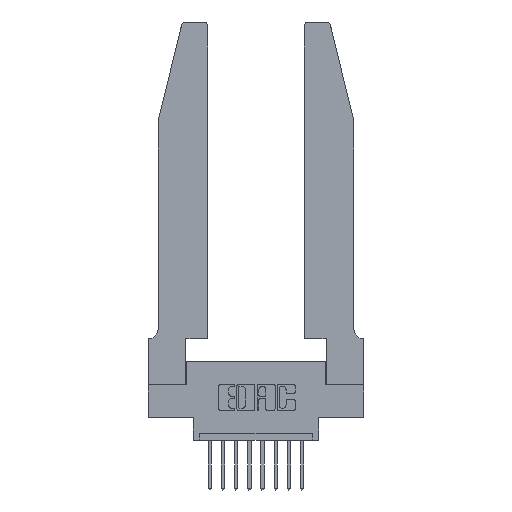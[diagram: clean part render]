
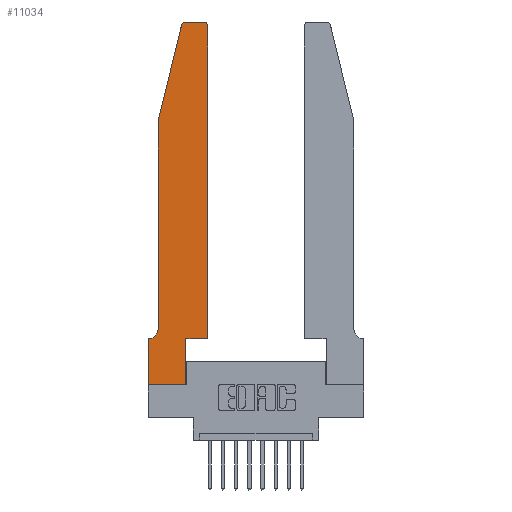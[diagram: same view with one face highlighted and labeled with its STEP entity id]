
A CAD part, top view. The second image highlights one B-rep face of the part: STEP entity #11034.
In plain terms, the highlighted planar face has unit normal (0, 0, 1).
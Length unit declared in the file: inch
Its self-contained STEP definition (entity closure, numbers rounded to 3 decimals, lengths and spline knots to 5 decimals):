
#695 = LINE ( 'NONE', #13649, #13297 ) ;
#1113 = CARTESIAN_POINT ( 'NONE',  ( 0.284, 2.72, 0.37 ) ) ;
#1247 = LINE ( 'NONE', #5788, #13670 ) ;
#1460 = DIRECTION ( 'NONE',  ( 1., 0., 0. ) ) ;
#1498 = ORIENTED_EDGE ( 'NONE', *, *, #6394, .T. ) ;
#1632 = CARTESIAN_POINT ( 'NONE',  ( 0., 0., 0.37 ) ) ;
#1654 = CIRCLE ( 'NONE', #11142, 0.03 ) ;
#1673 = VECTOR ( 'NONE', #6220, 39.37008 ) ;
#1836 = ORIENTED_EDGE ( 'NONE', *, *, #15165, .T. ) ;
#1866 = VERTEX_POINT ( 'NONE', #13703 ) ;
#2101 = EDGE_CURVE ( 'NONE', #2470, #4537, #1247, .T. ) ;
#2164 = CARTESIAN_POINT ( 'NONE',  ( 0.0755, 0.42, 0.37 ) ) ;
#2470 = VERTEX_POINT ( 'NONE', #5798 ) ;
#2510 = EDGE_CURVE ( 'NONE', #10630, #14699, #13662, .T. ) ;
#2712 = DIRECTION ( 'NONE',  ( 0., 1., 0. ) ) ;
#2801 = LINE ( 'NONE', #10879, #14813 ) ;
#2955 = CARTESIAN_POINT ( 'NONE',  ( 0.0755, 2., 0.37 ) ) ;
#3017 = CARTESIAN_POINT ( 'NONE',  ( 0.25487, 2.72718, 0.37 ) ) ;
#3140 = DIRECTION ( 'NONE',  ( 1., 0., 0. ) ) ;
#3257 = LINE ( 'NONE', #2955, #3991 ) ;
#3857 = CARTESIAN_POINT ( 'NONE',  ( 0.4205, 2.75, 0.37 ) ) ;
#3923 = VERTEX_POINT ( 'NONE', #3017 ) ;
#3991 = VECTOR ( 'NONE', #7854, 39.37008 ) ;
#4003 = VECTOR ( 'NONE', #13802, 39.37008 ) ;
#4117 = DIRECTION ( 'NONE',  ( -1., 0., 0. ) ) ;
#4128 = EDGE_CURVE ( 'NONE', #14699, #9676, #12849, .T. ) ;
#4270 = EDGE_CURVE ( 'NONE', #1866, #5109, #7182, .T. ) ;
#4501 = EDGE_CURVE ( 'NONE', #3923, #1866, #3257, .T. ) ;
#4537 = VERTEX_POINT ( 'NONE', #5256 ) ;
#4600 = CIRCLE ( 'NONE', #6342, 0.07 ) ;
#5058 = CARTESIAN_POINT ( 'NONE',  ( 0.284, 2.75, 0.37 ) ) ;
#5109 = VERTEX_POINT ( 'NONE', #2164 ) ;
#5117 = ORIENTED_EDGE ( 'NONE', *, *, #4128, .T. ) ;
#5256 = CARTESIAN_POINT ( 'NONE',  ( 0., 0.35, 0.37 ) ) ;
#5690 = CARTESIAN_POINT ( 'NONE',  ( 0.4505, 2.72, 0.37 ) ) ;
#5788 = CARTESIAN_POINT ( 'NONE',  ( 0.0755, 0.35, 0.37 ) ) ;
#5798 = CARTESIAN_POINT ( 'NONE',  ( 0.0055, 0.35, 0.37 ) ) ;
#6022 = DIRECTION ( 'NONE',  ( 1., 0., 0. ) ) ;
#6192 = EDGE_CURVE ( 'NONE', #9359, #7402, #13390, .T. ) ;
#6220 = DIRECTION ( 'NONE',  ( 1., 0., 0. ) ) ;
#6272 = CARTESIAN_POINT ( 'NONE',  ( 0.4505, 0.35, 0.37 ) ) ;
#6342 = AXIS2_PLACEMENT_3D ( 'NONE', #7131, #7811, #9552 ) ;
#6374 = DIRECTION ( 'NONE',  ( 0., 0., 1. ) ) ;
#6394 = EDGE_CURVE ( 'NONE', #5109, #2470, #4600, .T. ) ;
#6738 = CARTESIAN_POINT ( 'NONE',  ( 0., 0.35, 0.37 ) ) ;
#6774 = LINE ( 'NONE', #1632, #8645 ) ;
#6861 = CARTESIAN_POINT ( 'NONE',  ( 0.2865, 0.35, 0.37 ) ) ;
#7131 = CARTESIAN_POINT ( 'NONE',  ( 0.0055, 0.42, 0.37 ) ) ;
#7151 = ORIENTED_EDGE ( 'NONE', *, *, #6192, .T. ) ;
#7182 = LINE ( 'NONE', #12496, #4003 ) ;
#7402 = VERTEX_POINT ( 'NONE', #6861 ) ;
#7543 = VERTEX_POINT ( 'NONE', #5058 ) ;
#7811 = DIRECTION ( 'NONE',  ( 0., 0., -1. ) ) ;
#7854 = DIRECTION ( 'NONE',  ( -0.239, -0.971, 0. ) ) ;
#8217 = ORIENTED_EDGE ( 'NONE', *, *, #4270, .T. ) ;
#8392 = VERTEX_POINT ( 'NONE', #12976 ) ;
#8645 = VECTOR ( 'NONE', #14664, 39.37008 ) ;
#8678 = ORIENTED_EDGE ( 'NONE', *, *, #4501, .T. ) ;
#8937 = ORIENTED_EDGE ( 'NONE', *, *, #14297, .T. ) ;
#8984 = ORIENTED_EDGE ( 'NONE', *, *, #11858, .T. ) ;
#9359 = VERTEX_POINT ( 'NONE', #14844 ) ;
#9552 = DIRECTION ( 'NONE',  ( -1., 0., 0. ) ) ;
#9676 = VERTEX_POINT ( 'NONE', #3857 ) ;
#9705 = EDGE_CURVE ( 'NONE', #4537, #8392, #6774, .T. ) ;
#10193 = ORIENTED_EDGE ( 'NONE', *, *, #2101, .T. ) ;
#10618 = EDGE_LOOP ( 'NONE', ( #1836, #8984, #8678, #8217, #1498, #10193, #14041, #14603, #7151, #8937, #11770, #5117 ) ) ;
#10619 = AXIS2_PLACEMENT_3D ( 'NONE', #6738, #12897, #3140 ) ;
#10630 = VERTEX_POINT ( 'NONE', #13608 ) ;
#10879 = CARTESIAN_POINT ( 'NONE',  ( 0., 0., 0.37 ) ) ;
#11034 = ADVANCED_FACE ( 'NONE', ( #12214 ), #13958, .T. ) ;
#11142 = AXIS2_PLACEMENT_3D ( 'NONE', #1113, #15036, #12038 ) ;
#11421 = DIRECTION ( 'NONE',  ( 0., 1., 0. ) ) ;
#11455 = LINE ( 'NONE', #6272, #1673 ) ;
#11770 = ORIENTED_EDGE ( 'NONE', *, *, #2510, .T. ) ;
#11858 = EDGE_CURVE ( 'NONE', #7543, #3923, #1654, .T. ) ;
#11948 = EDGE_CURVE ( 'NONE', #8392, #9359, #2801, .T. ) ;
#12038 = DIRECTION ( 'NONE',  ( 1., 0., 0. ) ) ;
#12214 = FACE_OUTER_BOUND ( 'NONE', #10618, .T. ) ;
#12236 = CARTESIAN_POINT ( 'NONE',  ( 0.4205, 2.72, 0.37 ) ) ;
#12496 = CARTESIAN_POINT ( 'NONE',  ( 0.0755, 2., 0.37 ) ) ;
#12586 = CARTESIAN_POINT ( 'NONE',  ( 0.2865, 0.35, 0.37 ) ) ;
#12849 = CIRCLE ( 'NONE', #13502, 0.03 ) ;
#12890 = VECTOR ( 'NONE', #2712, 39.37008 ) ;
#12897 = DIRECTION ( 'NONE',  ( 0., 0., 1. ) ) ;
#12976 = CARTESIAN_POINT ( 'NONE',  ( 0., 0., 0.37 ) ) ;
#13297 = VECTOR ( 'NONE', #4117, 39.37008 ) ;
#13390 = LINE ( 'NONE', #12586, #14296 ) ;
#13502 = AXIS2_PLACEMENT_3D ( 'NONE', #12236, #6374, #1460 ) ;
#13608 = CARTESIAN_POINT ( 'NONE',  ( 0.4505, 0.35, 0.37 ) ) ;
#13649 = CARTESIAN_POINT ( 'NONE',  ( 0.2605, 2.75, 0.37 ) ) ;
#13662 = LINE ( 'NONE', #14682, #12890 ) ;
#13670 = VECTOR ( 'NONE', #14200, 39.37008 ) ;
#13703 = CARTESIAN_POINT ( 'NONE',  ( 0.0755, 2., 0.37 ) ) ;
#13802 = DIRECTION ( 'NONE',  ( 0., -1., 0. ) ) ;
#13958 = PLANE ( 'NONE',  #10619 ) ;
#14041 = ORIENTED_EDGE ( 'NONE', *, *, #9705, .T. ) ;
#14200 = DIRECTION ( 'NONE',  ( -1., 0., 0. ) ) ;
#14296 = VECTOR ( 'NONE', #11421, 39.37008 ) ;
#14297 = EDGE_CURVE ( 'NONE', #7402, #10630, #11455, .T. ) ;
#14603 = ORIENTED_EDGE ( 'NONE', *, *, #11948, .T. ) ;
#14664 = DIRECTION ( 'NONE',  ( 0., -1., 0. ) ) ;
#14682 = CARTESIAN_POINT ( 'NONE',  ( 0.4505, 0.35, 0.37 ) ) ;
#14699 = VERTEX_POINT ( 'NONE', #5690 ) ;
#14813 = VECTOR ( 'NONE', #6022, 39.37008 ) ;
#14844 = CARTESIAN_POINT ( 'NONE',  ( 0.2865, 0., 0.37 ) ) ;
#15036 = DIRECTION ( 'NONE',  ( 0., 0., 1. ) ) ;
#15165 = EDGE_CURVE ( 'NONE', #9676, #7543, #695, .T. ) ;
